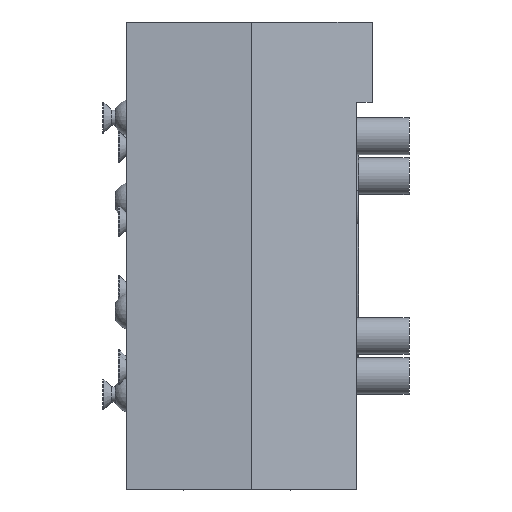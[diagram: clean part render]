
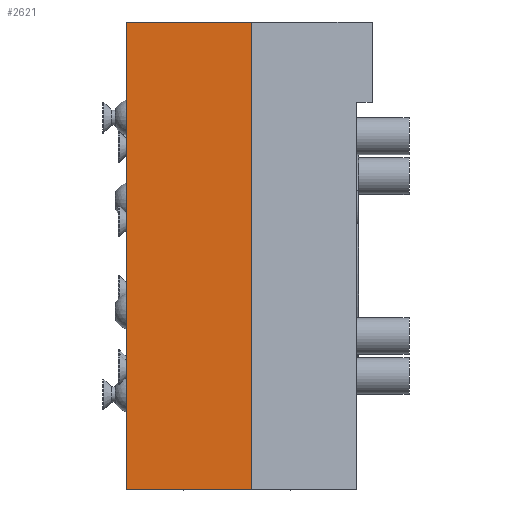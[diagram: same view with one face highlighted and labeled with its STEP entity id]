
A CAD part, front view. The second image highlights one B-rep face of the part: STEP entity #2621.
In plain terms, the highlighted planar face has unit normal (0, -1, 0).
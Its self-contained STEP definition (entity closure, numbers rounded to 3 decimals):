
#17=DIRECTION('',(1.,0.,0.));
#18=VECTOR('',#17,40.813);
#19=CARTESIAN_POINT('',(-80.,-54.,-76.));
#20=LINE('',#19,#18);
#82=DIRECTION('',(1.,0.,0.));
#83=VECTOR('',#82,40.813);
#84=CARTESIAN_POINT('',(-80.,-54.,76.));
#85=LINE('',#84,#83);
#98=DIRECTION('',(0.,0.,1.));
#99=VECTOR('',#98,152.);
#100=CARTESIAN_POINT('',(-39.187,-54.,-76.));
#101=LINE('',#100,#99);
#102=DIRECTION('',(0.,0.,1.));
#103=VECTOR('',#102,152.);
#104=CARTESIAN_POINT('',(-80.,-54.,-76.));
#105=LINE('',#104,#103);
#1952=CARTESIAN_POINT('',(-80.,-54.,-76.));
#1953=CARTESIAN_POINT('',(-80.,-54.,76.));
#1954=VERTEX_POINT('',#1952);
#1955=VERTEX_POINT('',#1953);
#2021=CARTESIAN_POINT('',(-39.187,-54.,-76.));
#2023=VERTEX_POINT('',#2021);
#2029=CARTESIAN_POINT('',(-39.187,-54.,76.));
#2031=VERTEX_POINT('',#2029);
#2609=CARTESIAN_POINT('',(-80.,-54.,-76.));
#2610=DIRECTION('',(0.,-1.,0.));
#2611=DIRECTION('',(1.,0.,0.));
#2612=AXIS2_PLACEMENT_3D('',#2609,#2610,#2611);
#2613=PLANE('',#2612);
#2614=ORIENTED_EDGE('',*,*,#2521,.F.);
#2615=ORIENTED_EDGE('',*,*,#2506,.F.);
#2617=ORIENTED_EDGE('',*,*,#2616,.T.);
#2618=ORIENTED_EDGE('',*,*,#2599,.T.);
#2619=EDGE_LOOP('',(#2614,#2615,#2617,#2618));
#2620=FACE_OUTER_BOUND('',#2619,.F.);
#2621=ADVANCED_FACE('',(#2620),#2613,.T.);
#2506=EDGE_CURVE('',#1954,#2023,#20,.T.);
#2521=EDGE_CURVE('',#2023,#2031,#101,.T.);
#2599=EDGE_CURVE('',#1955,#2031,#85,.T.);
#2616=EDGE_CURVE('',#1954,#1955,#105,.T.);
